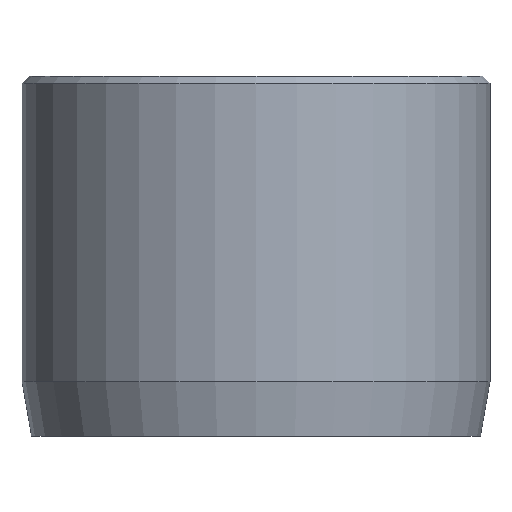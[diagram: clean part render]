
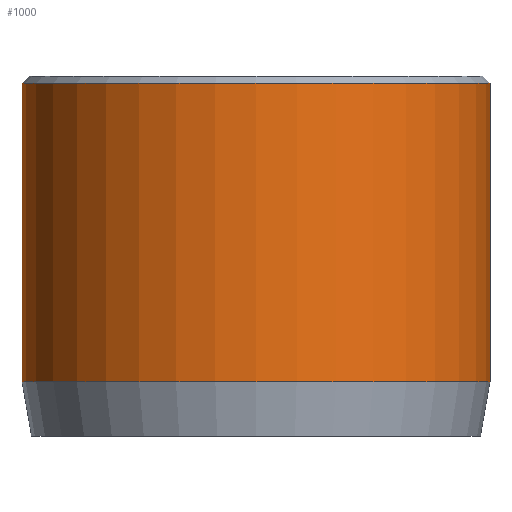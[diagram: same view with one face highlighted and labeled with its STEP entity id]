
A CAD part, front view. The second image highlights one B-rep face of the part: STEP entity #1000.
In plain terms, the highlighted cylindrical face has radius 6.5 mm (diameter 13 mm), a partial arc.
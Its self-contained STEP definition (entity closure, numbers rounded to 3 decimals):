
#14 = VERTEX_POINT ( 'NONE', #1057 ) ;
#210 = CARTESIAN_POINT ( 'NONE',  ( -6.5, 0., 10. ) ) ;
#217 = CARTESIAN_POINT ( 'NONE',  ( 6.5, 0., 9.8 ) ) ;
#223 = EDGE_CURVE ( 'NONE', #532, #956, #1015, .T. ) ;
#260 = CARTESIAN_POINT ( 'NONE',  ( 0., 0., 10. ) ) ;
#286 = FACE_OUTER_BOUND ( 'NONE', #1077, .T. ) ;
#301 = VECTOR ( 'NONE', #717, 1000. ) ;
#323 = DIRECTION ( 'NONE',  ( 0., 0., 1. ) ) ;
#453 = CARTESIAN_POINT ( 'NONE',  ( 6.5, 0., 1.5 ) ) ;
#456 = DIRECTION ( 'NONE',  ( 0., 0., -1. ) ) ;
#467 = VERTEX_POINT ( 'NONE', #484 ) ;
#482 = EDGE_CURVE ( 'NONE', #467, #14, #535, .T. ) ;
#484 = CARTESIAN_POINT ( 'NONE',  ( -6.5, 0., 9.8 ) ) ;
#516 = CARTESIAN_POINT ( 'NONE',  ( 0., 0., 9.8 ) ) ;
#532 = VERTEX_POINT ( 'NONE', #217 ) ;
#535 = LINE ( 'NONE', #210, #812 ) ;
#581 = EDGE_CURVE ( 'NONE', #14, #956, #903, .T. ) ;
#591 = EDGE_CURVE ( 'NONE', #532, #467, #697, .T. ) ;
#596 = ORIENTED_EDGE ( 'NONE', *, *, #581, .T. ) ;
#609 = DIRECTION ( 'NONE',  ( 1., 0., 0. ) ) ;
#697 = CIRCLE ( 'NONE', #1109, 6.5 ) ;
#717 = DIRECTION ( 'NONE',  ( 0., 0., -1. ) ) ;
#745 = ORIENTED_EDGE ( 'NONE', *, *, #482, .T. ) ;
#777 = DIRECTION ( 'NONE',  ( 0., 0., -1. ) ) ;
#812 = VECTOR ( 'NONE', #777, 1000. ) ;
#878 = CARTESIAN_POINT ( 'NONE',  ( 0., 0., 1.5 ) ) ;
#887 = CARTESIAN_POINT ( 'NONE',  ( 6.5, 0., 10. ) ) ;
#903 = CIRCLE ( 'NONE', #912, 6.5 ) ;
#912 = AXIS2_PLACEMENT_3D ( 'NONE', #878, #323, #973 ) ;
#956 = VERTEX_POINT ( 'NONE', #453 ) ;
#965 = AXIS2_PLACEMENT_3D ( 'NONE', #260, #456, #1101 ) ;
#973 = DIRECTION ( 'NONE',  ( 1., 0., 0. ) ) ;
#995 = CYLINDRICAL_SURFACE ( 'NONE', #965, 6.5 ) ;
#1000 = ADVANCED_FACE ( 'NONE', ( #286 ), #995, .T. ) ;
#1015 = LINE ( 'NONE', #887, #301 ) ;
#1032 = ORIENTED_EDGE ( 'NONE', *, *, #591, .T. ) ;
#1054 = ORIENTED_EDGE ( 'NONE', *, *, #223, .F. ) ;
#1057 = CARTESIAN_POINT ( 'NONE',  ( -6.5, 0., 1.5 ) ) ;
#1077 = EDGE_LOOP ( 'NONE', ( #1054, #1032, #745, #596 ) ) ;
#1101 = DIRECTION ( 'NONE',  ( -1., 0., 0. ) ) ;
#1109 = AXIS2_PLACEMENT_3D ( 'NONE', #516, #1166, #609 ) ;
#1166 = DIRECTION ( 'NONE',  ( 0., 0., -1. ) ) ;
